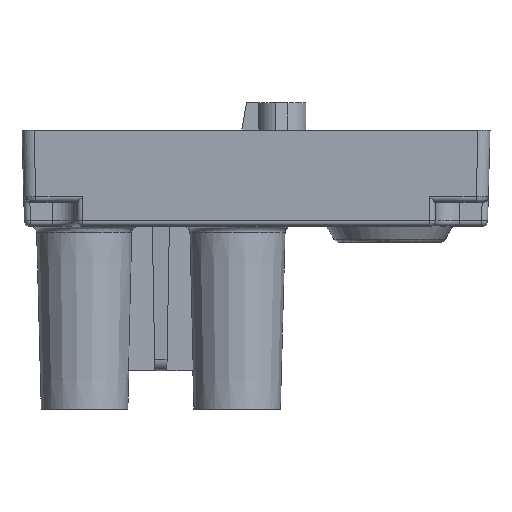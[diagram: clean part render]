
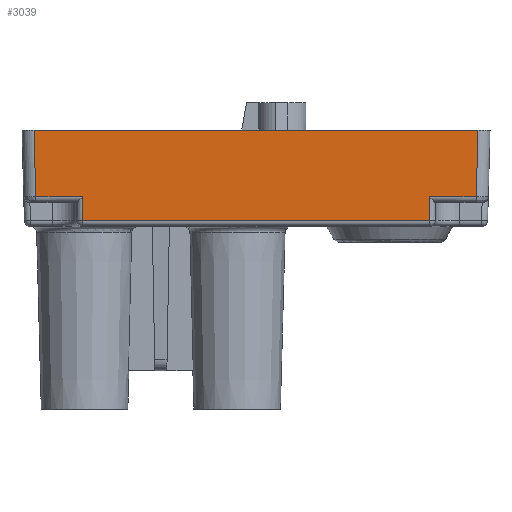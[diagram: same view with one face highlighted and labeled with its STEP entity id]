
A CAD part, front view. The second image highlights one B-rep face of the part: STEP entity #3039.
In plain terms, the highlighted planar face has unit normal (0, -1, -0.026).
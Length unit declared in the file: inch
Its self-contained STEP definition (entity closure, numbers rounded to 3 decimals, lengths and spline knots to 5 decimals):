
#112=PLANE('',#3362);
#345=LINE('',#5560,#597);
#346=LINE('',#5565,#598);
#348=LINE('',#5571,#600);
#349=LINE('',#5577,#601);
#351=LINE('',#5584,#603);
#362=LINE('',#5620,#614);
#372=LINE('',#5646,#624);
#401=LINE('',#5726,#653);
#597=VECTOR('',#3991,0.2172);
#598=VECTOR('',#3998,0.15378);
#600=VECTOR('',#4004,0.07877);
#601=VECTOR('',#4009,0.07877);
#603=VECTOR('',#4017,0.15378);
#614=VECTOR('',#4052,0.2172);
#624=VECTOR('',#4078,1.45485);
#653=VECTOR('',#4167,1.13593);
#820=FACE_OUTER_BOUND('',#1005,.T.);
#1005=EDGE_LOOP('',(#2686,#2687,#2688,#2689,#2690,#2691,#2692,#2693));
#1435=VERTEX_POINT('',#5218);
#1437=VERTEX_POINT('',#5286);
#1467=VERTEX_POINT('',#5559);
#1468=VERTEX_POINT('',#5563);
#1470=VERTEX_POINT('',#5569);
#1471=VERTEX_POINT('',#5573);
#1473=VERTEX_POINT('',#5576);
#1488=VERTEX_POINT('',#5619);
#1842=EDGE_CURVE('',#1467,#1435,#345,.T.);
#1845=EDGE_CURVE('',#1435,#1468,#346,.T.);
#1848=EDGE_CURVE('',#1468,#1470,#348,.T.);
#1850=EDGE_CURVE('',#1473,#1471,#349,.T.);
#1854=EDGE_CURVE('',#1471,#1437,#351,.T.);
#1872=EDGE_CURVE('',#1437,#1488,#362,.T.);
#1886=EDGE_CURVE('',#1488,#1467,#372,.T.);
#1926=EDGE_CURVE('',#1473,#1470,#401,.T.);
#2686=ORIENTED_EDGE('',*,*,#1850,.T.);
#2687=ORIENTED_EDGE('',*,*,#1854,.T.);
#2688=ORIENTED_EDGE('',*,*,#1872,.T.);
#2689=ORIENTED_EDGE('',*,*,#1886,.T.);
#2690=ORIENTED_EDGE('',*,*,#1842,.T.);
#2691=ORIENTED_EDGE('',*,*,#1845,.T.);
#2692=ORIENTED_EDGE('',*,*,#1848,.T.);
#2693=ORIENTED_EDGE('',*,*,#1926,.F.);
#3039=ADVANCED_FACE('',(#820),#112,.T.);
#3362=AXIS2_PLACEMENT_3D('',#5725,#4165,#4166);
#3991=DIRECTION('',(0.026,0.026,-0.999));
#3998=DIRECTION('',(1.,0.,0.));
#4004=DIRECTION('',(0.,0.026,-1.));
#4009=DIRECTION('',(0.,-0.026,1.));
#4017=DIRECTION('',(1.,0.,0.));
#4052=DIRECTION('',(0.026,-0.026,0.999));
#4078=DIRECTION('',(-1.,0.,0.));
#4165=DIRECTION('center_axis',(0.,-1.,-0.026));
#4166=DIRECTION('ref_axis',(0.,0.026,-1.));
#4167=DIRECTION('',(-1.,0.,0.));
#5218=CARTESIAN_POINT('',(-0.72174,-0.3674,0.09791));
#5286=CARTESIAN_POINT('',(0.72174,-0.3674,0.09791));
#5559=CARTESIAN_POINT('',(-0.72743,-0.37308,0.31496));
#5560=CARTESIAN_POINT('',(-0.72743,-0.37308,0.31496));
#5563=CARTESIAN_POINT('',(-0.56796,-0.3674,0.09791));
#5565=CARTESIAN_POINT('',(-0.72174,-0.3674,0.09791));
#5569=CARTESIAN_POINT('',(-0.56796,-0.36534,0.01917));
#5571=CARTESIAN_POINT('',(-0.56796,-0.3674,0.09791));
#5573=CARTESIAN_POINT('',(0.56796,-0.3674,0.09791));
#5576=CARTESIAN_POINT('',(0.56796,-0.36534,0.01917));
#5577=CARTESIAN_POINT('',(0.56796,-0.36534,0.01917));
#5584=CARTESIAN_POINT('',(0.56796,-0.3674,0.09791));
#5619=CARTESIAN_POINT('',(0.72743,-0.37308,0.31496));
#5620=CARTESIAN_POINT('',(0.72174,-0.3674,0.09791));
#5646=CARTESIAN_POINT('',(0.72743,-0.37308,0.31496));
#5725=CARTESIAN_POINT('Origin',(-0.82866,-0.37308,0.31496));
#5726=CARTESIAN_POINT('',(0.56796,-0.36534,0.01917));
